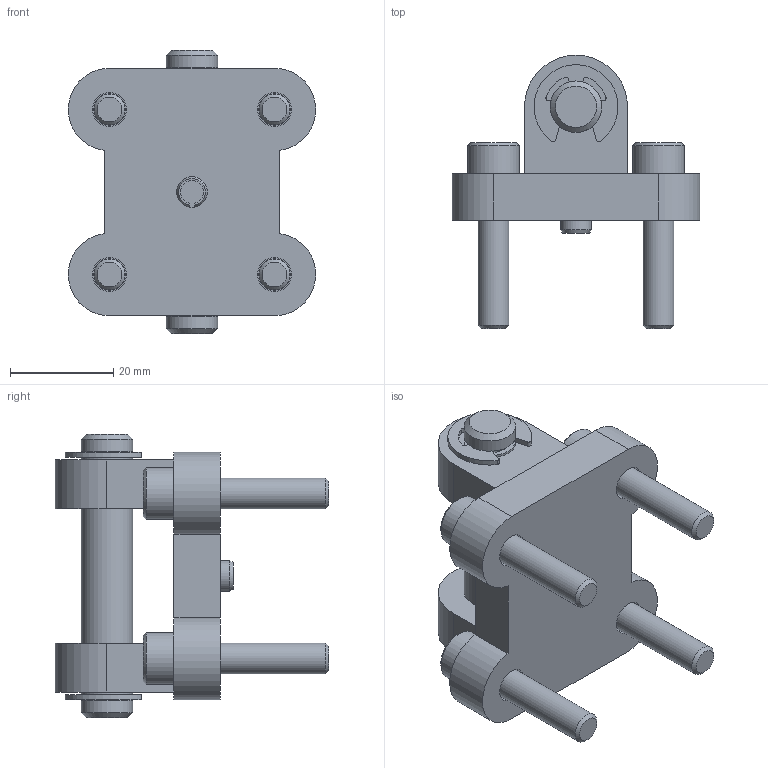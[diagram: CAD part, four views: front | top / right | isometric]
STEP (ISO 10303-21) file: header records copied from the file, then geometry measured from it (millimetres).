
FILE_DESCRIPTION(/* description */ ('STEP AP214'),/* implementation_level */ '2;1');
FILE_NAME(/* name */ '176886_SUA-32-R3',/* time_stamp */ '2024-09-11T22:22:29+02:00',/* author */ ('License CC BY-ND 4.0'),/* organization */ ('CADENAS'),/* preprocessor_version */ 'ST-DEVELOPER v19.3',/* originating_system */ 'PARTsolutions',/* authorisation */ ' ');
FILE_SCHEMA (('AUTOMOTIVE_DESIGN {1 0 10303 214 3 1 1}'));
Length unit declared in the file: millimetre
Products named in the file (6): 176886 SUA-32-R3; 176886 SUA-32-R3---(F); 374747 BZ-10-046,0-AA (55); DIN-6799 8; DIN-912 - M6x30(F); Clamping pin DIN 7346 6x10
Assembly tree (9 placements, depth 2):
  176886 SUA-32-R3
    176886 SUA-32-R3---(F)
    374747 BZ-10-046,0-AA (55)
    DIN-6799 8  x2
    DIN-912 - M6x30(F)  x4
    Clamping pin DIN 7346 6x10
Bounding box: 47.97 x 53 x 55 mm (x, y, z)
Volume: 32215.1 mm3; surface area: 15580.4 mm2
Topology: 9 solids, 9 shells, 213 faces, 464 edges, 280 vertices
Faces by surface type: plane 101, cylinder 64, cone 48
Full cylindrical faces by diameter (mm): 6 x5, 6.6 x4, 8 x2, 10 x9
Entity records: 2977 total; most frequent: DIRECTION 528, CARTESIAN_POINT 490, ORIENTED_EDGE 416, AXIS2_PLACEMENT_3D 213, EDGE_CURVE 208, VERTEX_POINT 145, FACE_BOUND 145, EDGE_LOOP 144
